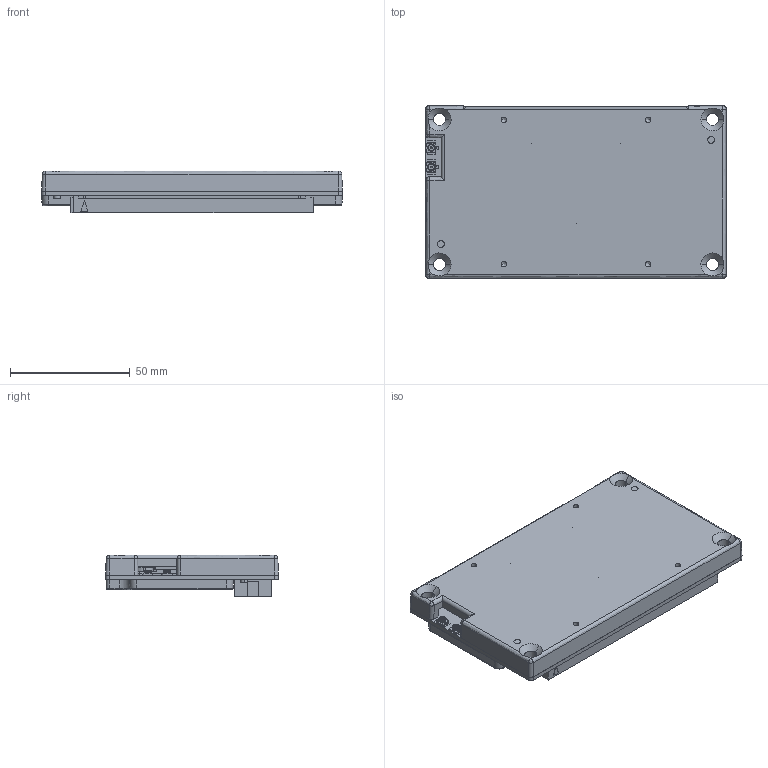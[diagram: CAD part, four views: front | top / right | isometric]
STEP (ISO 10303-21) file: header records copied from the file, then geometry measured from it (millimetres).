
FILE_DESCRIPTION(('FreeCAD Model'),'2;1');
FILE_NAME('Open CASCADE Shape Model','2025-05-02T15:47:48',('FreeCAD'),( 'FreeCAD'),'Open CASCADE STEP processor 7.6','FreeCAD','Unknown');
FILE_SCHEMA(('AUTOMOTIVE_DESIGN { 1 0 10303 214 1 1 1 1 }'));
Products named in the file (1): Open CASCADE STEP translator 7.6 1
Bounding box: 125.55 x 72.15 x 17.5 mm (x, y, z)
Volume: 73162.2 mm3; surface area: 76435.6 mm2
Topology: 20 solids, 20 shells, 3831 faces, 11647 edges, 7688 vertices
Faces by surface type: bspline 3831
Entity records: 150210 total; most frequent: CARTESIAN_POINT 83682, ORIENTED_EDGE 23210, EDGE_CURVE 11605, B_SPLINE_CURVE_WITH_KNOTS 9417, VERTEX_POINT 7688, FACE_BOUND 4063, EDGE_LOOP 4063, ADVANCED_FACE 3831
